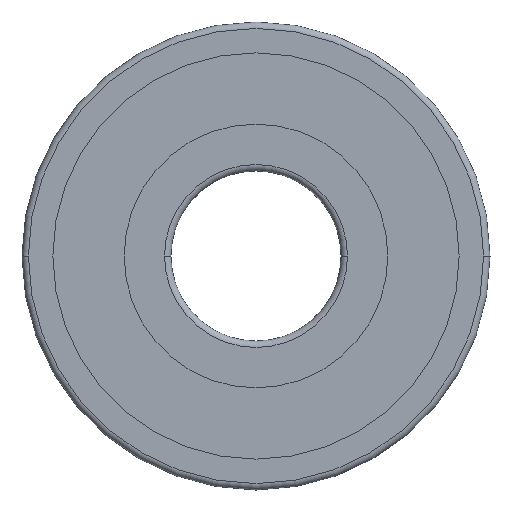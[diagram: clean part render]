
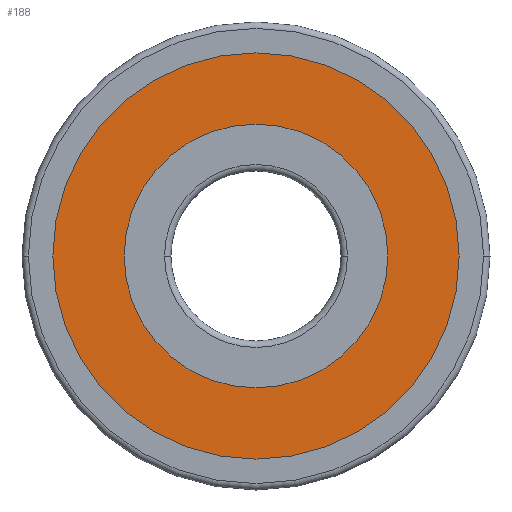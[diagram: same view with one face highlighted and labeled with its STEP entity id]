
A CAD part, left-side view. The second image highlights one B-rep face of the part: STEP entity #188.
In plain terms, the highlighted planar face has unit normal (-1, 0, 0).
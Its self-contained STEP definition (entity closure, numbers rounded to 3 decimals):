
#188=ADVANCED_FACE('',(#393,#394),#395,.T.);
#393=FACE_OUTER_BOUND('',#680,.T.);
#394=FACE_BOUND('',#681,.T.);
#395=PLANE('',#682);
#680=EDGE_LOOP('',(#976,#977));
#681=EDGE_LOOP('',(#978,#979));
#682=AXIS2_PLACEMENT_3D('',#980,#981,#982);
#976=ORIENTED_EDGE('',*,*,#1587,.F.);
#977=ORIENTED_EDGE('',*,*,#1588,.F.);
#978=ORIENTED_EDGE('',*,*,#1569,.T.);
#979=ORIENTED_EDGE('',*,*,#1589,.T.);
#980=CARTESIAN_POINT('',(0.1,0.,7.875));
#981=DIRECTION('',(-1.0,-0.0,0.0));
#982=DIRECTION('',(0.0,0.,-1.0));
#1569=EDGE_CURVE('',#1849,#1854,#1856,.T.);
#1587=EDGE_CURVE('',#1887,#1888,#1889,.T.);
#1588=EDGE_CURVE('',#1888,#1887,#1890,.T.);
#1589=EDGE_CURVE('',#1854,#1849,#1891,.T.);
#1849=VERTEX_POINT('',#2293);
#1854=VERTEX_POINT('',#2299);
#1856=CIRCLE('',#2302,6.2);
#1887=VERTEX_POINT('',#2439);
#1888=VERTEX_POINT('',#2440);
#1889=CIRCLE('',#2441,9.55);
#1890=CIRCLE('',#2442,9.55);
#1891=CIRCLE('',#2443,6.2);
#2293=CARTESIAN_POINT('',(0.1,0.,6.2));
#2299=CARTESIAN_POINT('',(0.1,0.,-6.2));
#2302=AXIS2_PLACEMENT_3D('',#3181,#3182,#3183);
#2439=CARTESIAN_POINT('',(0.1,0.,9.55));
#2440=CARTESIAN_POINT('',(0.1,0.,-9.55));
#2441=AXIS2_PLACEMENT_3D('',#3202,#3203,#3204);
#2442=AXIS2_PLACEMENT_3D('',#3205,#3206,#3207);
#2443=AXIS2_PLACEMENT_3D('',#3208,#3209,#3210);
#3181=CARTESIAN_POINT('',(0.1,0.0,0.0));
#3182=DIRECTION('',(1.0,0.0,-0.0));
#3183=DIRECTION('',(0.0,0.,1.0));
#3202=CARTESIAN_POINT('',(0.1,0.0,0.0));
#3203=DIRECTION('',(1.0,0.0,-0.0));
#3204=DIRECTION('',(0.0,0.,1.0));
#3205=CARTESIAN_POINT('',(0.1,0.0,0.0));
#3206=DIRECTION('',(1.0,0.0,-0.0));
#3207=DIRECTION('',(0.0,0.,1.0));
#3208=CARTESIAN_POINT('',(0.1,0.0,0.0));
#3209=DIRECTION('',(1.0,0.0,-0.0));
#3210=DIRECTION('',(0.0,0.,1.0));
